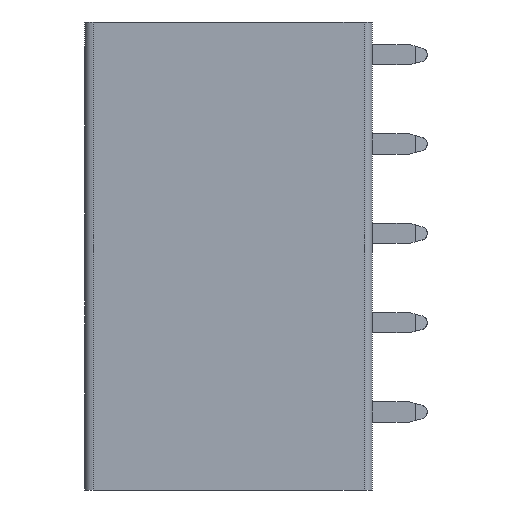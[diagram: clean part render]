
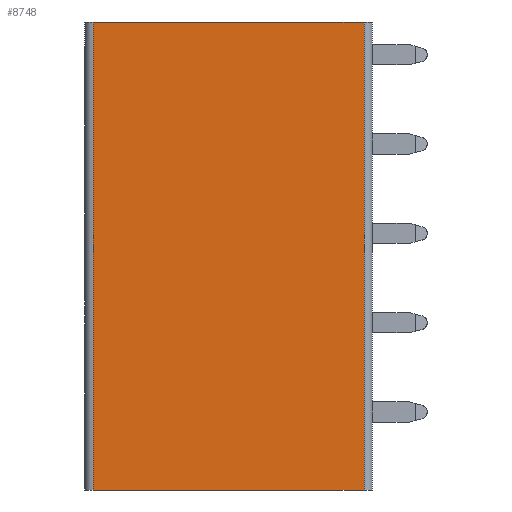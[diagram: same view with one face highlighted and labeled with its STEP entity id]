
A CAD part, front view. The second image highlights one B-rep face of the part: STEP entity #8748.
In plain terms, the highlighted planar face has unit normal (0, -1, 0).
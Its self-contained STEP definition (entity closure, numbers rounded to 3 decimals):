
#27=DIRECTION('',(1.,0.,0.));
#28=VECTOR('',#27,22.75);
#29=CARTESIAN_POINT('',(-11.375,-9.25,-3.75));
#30=LINE('',#29,#28);
#2225=DIRECTION('',(0.,0.,-1.));
#2226=VECTOR('',#2225,39.3);
#2227=CARTESIAN_POINT('',(11.375,-9.25,35.55));
#2228=LINE('',#2227,#2226);
#2229=DIRECTION('',(0.,0.,-1.));
#2230=VECTOR('',#2229,39.3);
#2231=CARTESIAN_POINT('',(-11.375,-9.25,35.55));
#2232=LINE('',#2231,#2230);
#2384=DIRECTION('',(1.,0.,0.));
#2385=VECTOR('',#2384,22.75);
#2386=CARTESIAN_POINT('',(-11.375,-9.25,35.55));
#2387=LINE('',#2386,#2385);
#4898=CARTESIAN_POINT('',(11.375,-9.25,-3.75));
#4900=VERTEX_POINT('',#4898);
#4901=CARTESIAN_POINT('',(11.375,-9.25,35.55));
#4902=VERTEX_POINT('',#4901);
#4905=CARTESIAN_POINT('',(-11.375,-9.25,-3.75));
#4907=VERTEX_POINT('',#4905);
#4911=CARTESIAN_POINT('',(-11.375,-9.25,35.55));
#4912=VERTEX_POINT('',#4911);
#8735=CARTESIAN_POINT('',(-12.075,-9.25,-3.75));
#8736=DIRECTION('',(0.,-1.,0.));
#8737=DIRECTION('',(1.,0.,0.));
#8738=AXIS2_PLACEMENT_3D('',#8735,#8736,#8737);
#8739=PLANE('',#8738);
#8740=ORIENTED_EDGE('',*,*,#8727,.T.);
#8741=ORIENTED_EDGE('',*,*,#5976,.F.);
#8743=ORIENTED_EDGE('',*,*,#8742,.F.);
#8745=ORIENTED_EDGE('',*,*,#8744,.T.);
#8746=EDGE_LOOP('',(#8740,#8741,#8743,#8745));
#8747=FACE_OUTER_BOUND('',#8746,.F.);
#5976=EDGE_CURVE('',#4907,#4900,#30,.T.);
#8727=EDGE_CURVE('',#4902,#4900,#2228,.T.);
#8742=EDGE_CURVE('',#4912,#4907,#2232,.T.);
#8744=EDGE_CURVE('',#4912,#4902,#2387,.T.);
#8748=ADVANCED_FACE('',(#8747),#8739,.T.);
